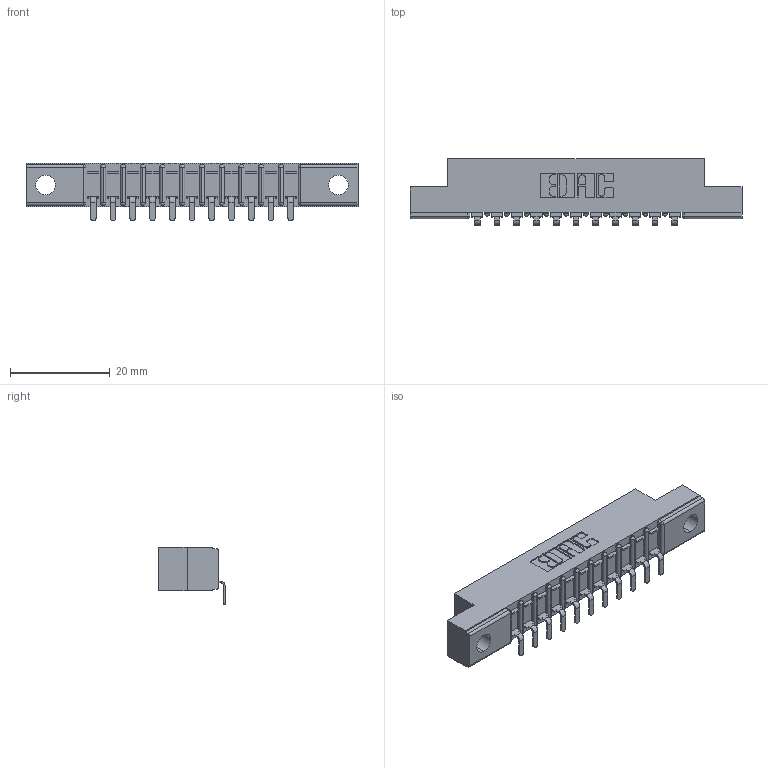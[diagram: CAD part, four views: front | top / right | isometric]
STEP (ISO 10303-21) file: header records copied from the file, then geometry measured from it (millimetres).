
FILE_DESCRIPTION (( 'STEP AP203' ), '1' );
FILE_NAME ('357-011-553-102.STEP', '2019-09-16T18:54:05', ( '' ), ( '' ), 'SwSTEP 2.0', 'SolidWorks 2016', '' );
FILE_SCHEMA (( 'CONFIG_CONTROL_DESIGN' ));
Length unit declared in the file: inch
Products named in the file (3): 307-290-002_553; 357-011-553-102; 307 Part_.128 Dia Mounting Holes
Assembly tree (12 placements, depth 2):
  357-011-553-102
    307 Part_.128 Dia Mounting Holes
    307-290-002_553  x11
Bounding box: 66.6 x 13.32 x 11.51 mm (x, y, z)
Volume: 4303.1 mm3; surface area: 7066.4 mm2
Topology: 12 solids, 12 shells, 988 faces, 3007 edges, 1970 vertices
Faces by surface type: plane 587, cylinder 377, sphere 24
Entity records: 14108 total; most frequent: CARTESIAN_POINT 2376, ORIENTED_EDGE 2366, DIRECTION 2323, EDGE_CURVE 1183, VECTOR 889, LINE 889, VERTEX_POINT 770, AXIS2_PLACEMENT_3D 717
